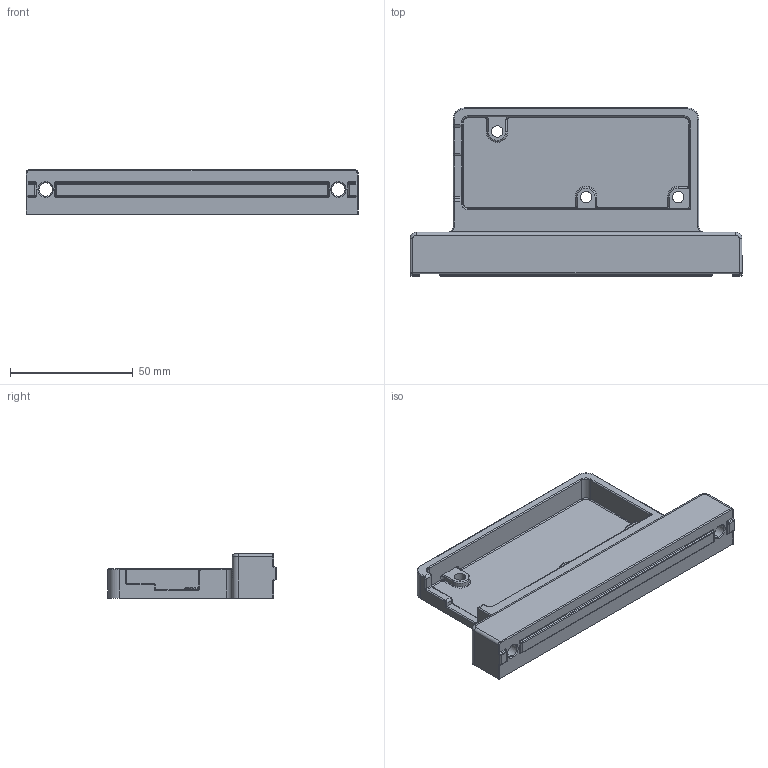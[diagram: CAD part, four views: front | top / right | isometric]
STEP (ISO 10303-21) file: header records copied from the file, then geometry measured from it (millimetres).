
FILE_DESCRIPTION (( 'STEP AP214' ), '1' );
FILE_NAME ('ERCF翋啣菁釱.STEP', '2023-05-21T12:40:57', ( '' ), ( '' ), 'SwSTEP 2.0', 'SolidWorks 2018', '' );
FILE_SCHEMA (( 'AUTOMOTIVE_DESIGN' ));
Length unit declared in the file: millimetre
Products named in the file (1): ERCF翋啣菁釱
Bounding box: 135 x 68.35 x 18 mm (x, y, z)
Volume: 65142.6 mm3; surface area: 24033 mm2
Topology: 1 solids, 1 shells, 248 faces, 591 edges, 331 vertices
Faces by surface type: cylinder 118, torus 46, plane 44, cone 14, bspline 14, sphere 12
Entity records: 7982 total; most frequent: CARTESIAN_POINT 2274, DIRECTION 1285, ORIENTED_EDGE 1152, EDGE_CURVE 576, AXIS2_PLACEMENT_3D 518, VERTEX_POINT 331, CIRCLE 283, EDGE_LOOP 259
